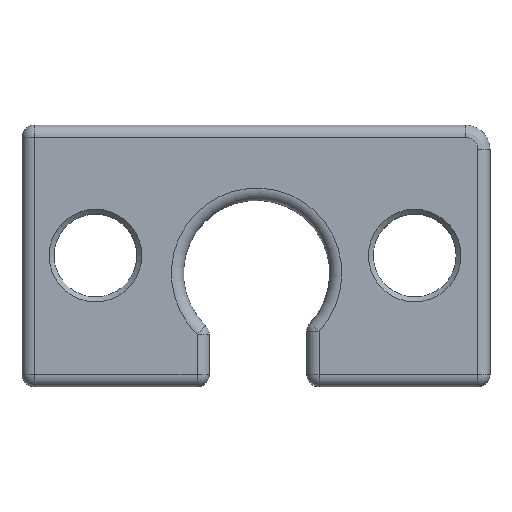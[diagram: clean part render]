
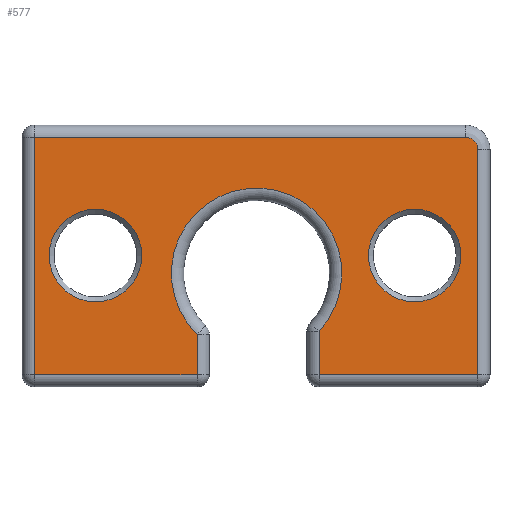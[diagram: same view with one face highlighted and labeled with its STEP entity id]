
A CAD part, top view. The second image highlights one B-rep face of the part: STEP entity #577.
In plain terms, the highlighted planar face has unit normal (0, 0, 1).
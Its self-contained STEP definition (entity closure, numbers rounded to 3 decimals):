
#46=FACE_BOUND('',#99,.T.);
#47=FACE_BOUND('',#100,.T.);
#58=FACE_OUTER_BOUND('',#98,.T.);
#98=EDGE_LOOP('',(#440,#441,#442,#443,#444,#445,#446,#447,#448));
#99=EDGE_LOOP('',(#449));
#100=EDGE_LOOP('',(#450));
#141=CIRCLE('',#635,3.5);
#149=CIRCLE('',#651,0.5);
#150=CIRCLE('',#652,1.9);
#151=CIRCLE('',#653,1.9);
#185=LINE('',#973,#226);
#187=LINE('',#980,#228);
#188=LINE('',#983,#229);
#189=LINE('',#985,#230);
#190=LINE('',#989,#231);
#191=LINE('',#991,#232);
#192=LINE('',#992,#233);
#226=VECTOR('',#771,10.);
#228=VECTOR('',#779,10.);
#229=VECTOR('',#782,10.);
#230=VECTOR('',#783,10.);
#231=VECTOR('',#786,10.);
#232=VECTOR('',#787,10.);
#233=VECTOR('',#788,10.);
#274=VERTEX_POINT('',#950);
#275=VERTEX_POINT('',#952);
#279=VERTEX_POINT('',#972);
#281=VERTEX_POINT('',#978);
#282=VERTEX_POINT('',#982);
#283=VERTEX_POINT('',#984);
#284=VERTEX_POINT('',#986);
#285=VERTEX_POINT('',#988);
#286=VERTEX_POINT('',#990);
#287=VERTEX_POINT('',#993);
#288=VERTEX_POINT('',#995);
#325=EDGE_CURVE('',#274,#275,#141,.T.);
#335=EDGE_CURVE('',#275,#279,#185,.T.);
#339=EDGE_CURVE('',#281,#274,#187,.T.);
#340=EDGE_CURVE('',#282,#281,#188,.T.);
#341=EDGE_CURVE('',#283,#282,#189,.T.);
#342=EDGE_CURVE('',#284,#283,#149,.T.);
#343=EDGE_CURVE('',#285,#284,#190,.T.);
#344=EDGE_CURVE('',#286,#285,#191,.T.);
#345=EDGE_CURVE('',#279,#286,#192,.T.);
#346=EDGE_CURVE('',#287,#287,#150,.T.);
#347=EDGE_CURVE('',#288,#288,#151,.T.);
#440=ORIENTED_EDGE('',*,*,#325,.F.);
#441=ORIENTED_EDGE('',*,*,#339,.F.);
#442=ORIENTED_EDGE('',*,*,#340,.F.);
#443=ORIENTED_EDGE('',*,*,#341,.F.);
#444=ORIENTED_EDGE('',*,*,#342,.F.);
#445=ORIENTED_EDGE('',*,*,#343,.F.);
#446=ORIENTED_EDGE('',*,*,#344,.F.);
#447=ORIENTED_EDGE('',*,*,#345,.F.);
#448=ORIENTED_EDGE('',*,*,#335,.F.);
#449=ORIENTED_EDGE('',*,*,#346,.F.);
#450=ORIENTED_EDGE('',*,*,#347,.F.);
#560=PLANE('',#650);
#577=ADVANCED_FACE('',(#58,#46,#47),#560,.T.);
#635=AXIS2_PLACEMENT_3D('',#953,#743,#744);
#650=AXIS2_PLACEMENT_3D('',#981,#780,#781);
#651=AXIS2_PLACEMENT_3D('',#987,#784,#785);
#652=AXIS2_PLACEMENT_3D('',#994,#789,#790);
#653=AXIS2_PLACEMENT_3D('',#996,#791,#792);
#743=DIRECTION('center_axis',(0.,0.,
1.));
#744=DIRECTION('ref_axis',(-0.036,0.999,0.));
#771=DIRECTION('',(0.,-1.,0.));
#779=DIRECTION('',(0.,1.,0.));
#780=DIRECTION('center_axis',(0.,0.,
1.));
#781=DIRECTION('ref_axis',(0.,-1.,0.));
#782=DIRECTION('',(-1.,0.,0.));
#783=DIRECTION('',(0.,-1.,0.));
#784=DIRECTION('center_axis',(0.,0.,
-1.));
#785=DIRECTION('ref_axis',(0.707,0.707,0.));
#786=DIRECTION('',(1.,0.,0.));
#787=DIRECTION('',(0.,1.,0.));
#788=DIRECTION('',(-1.,0.,0.));
#789=DIRECTION('center_axis',(0.,0.,
1.));
#790=DIRECTION('ref_axis',(1.,0.,0.));
#791=DIRECTION('center_axis',(0.,0.,
1.));
#792=DIRECTION('ref_axis',(1.,0.,0.));
#950=CARTESIAN_POINT('',(80.459,259.647,150.683));
#952=CARTESIAN_POINT('',(75.454,259.526,150.683));
#953=CARTESIAN_POINT('Origin',(77.897,262.032,150.683));
#972=CARTESIAN_POINT('',(75.454,257.877,150.683));
#973=CARTESIAN_POINT('',(75.454,262.761,150.683));
#978=CARTESIAN_POINT('',(80.459,257.877,150.683));
#980=CARTESIAN_POINT('',(80.459,264.038,150.683));
#981=CARTESIAN_POINT('Origin',(88.547,268.117,150.683));
#982=CARTESIAN_POINT('',(86.979,257.877,150.683));
#983=CARTESIAN_POINT('',(84.458,257.877,150.683));
#984=CARTESIAN_POINT('',(86.979,267.117,150.683));
#985=CARTESIAN_POINT('',(86.979,265.439,150.683));
#986=CARTESIAN_POINT('',(86.479,267.617,150.683));
#987=CARTESIAN_POINT('Origin',(86.479,267.117,150.683));
#988=CARTESIAN_POINT('',(68.766,267.617,150.683));
#989=CARTESIAN_POINT('',(88.547,267.617,150.683));
#990=CARTESIAN_POINT('',(68.766,257.877,150.683));
#991=CARTESIAN_POINT('',(68.766,262.761,150.683));
#992=CARTESIAN_POINT('',(84.458,257.877,150.683));
#993=CARTESIAN_POINT('',(69.382,262.761,150.683));
#994=CARTESIAN_POINT('Origin',(71.282,262.761,150.683));
#995=CARTESIAN_POINT('',(82.488,262.761,150.683));
#996=CARTESIAN_POINT('Origin',(84.388,262.761,150.683));
